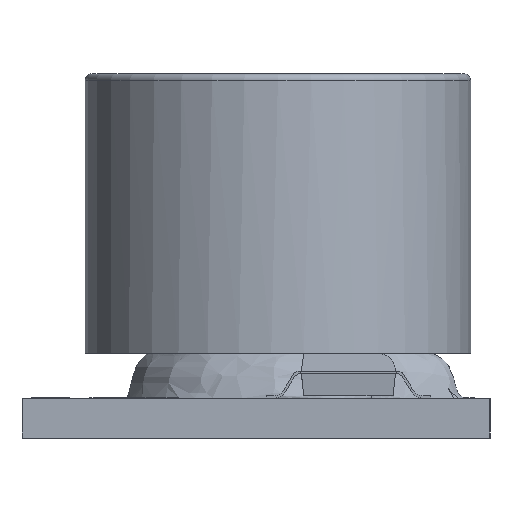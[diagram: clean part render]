
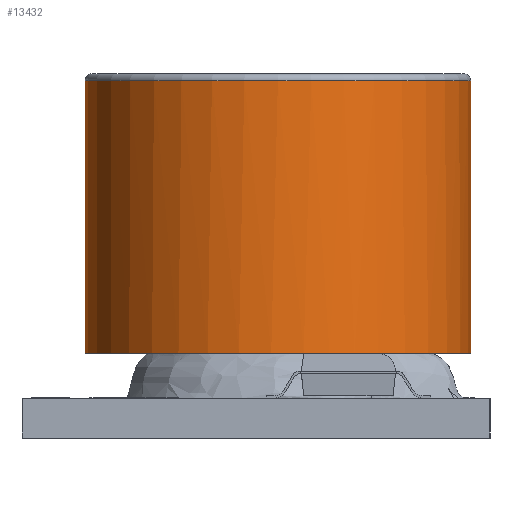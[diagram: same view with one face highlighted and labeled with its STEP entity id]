
A CAD part, left-side view. The second image highlights one B-rep face of the part: STEP entity #13432.
In plain terms, the highlighted cylindrical face has radius 8.2 mm (diameter 16.4 mm), a full revolution.
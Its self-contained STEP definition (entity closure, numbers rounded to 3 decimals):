
#9901 = VERTEX_POINT('',#9902);
#9902 = CARTESIAN_POINT('',(-8.126,-1.1,3.6));
#10175 = VERTEX_POINT('',#10176);
#10176 = CARTESIAN_POINT('',(8.104,-1.25,3.6));
#10536 = VERTEX_POINT('',#10537);
#10537 = CARTESIAN_POINT('',(7.977,1.9,3.6));
#12700 = VERTEX_POINT('',#12701);
#12701 = CARTESIAN_POINT('',(-7.013,-4.25,3.6));
#13084 = EDGE_CURVE('',#10536,#9901,#13085,.T.);
#13085 = CIRCLE('',#13086,8.2);
#13086 = AXIS2_PLACEMENT_3D('',#13087,#13088,#13089);
#13087 = CARTESIAN_POINT('',(0.,0.,3.6));
#13088 = DIRECTION('',(0.,0.,1.));
#13089 = DIRECTION('',(1.,0.,0.));
#13103 = EDGE_CURVE('',#9901,#12700,#13104,.T.);
#13104 = CIRCLE('',#13105,8.2);
#13105 = AXIS2_PLACEMENT_3D('',#13106,#13107,#13108);
#13106 = CARTESIAN_POINT('',(0.,0.,3.6));
#13107 = DIRECTION('',(0.,0.,1.));
#13108 = DIRECTION('',(1.,0.,0.));
#13180 = EDGE_CURVE('',#12700,#10175,#13181,.T.);
#13181 = CIRCLE('',#13182,8.2);
#13182 = AXIS2_PLACEMENT_3D('',#13183,#13184,#13185);
#13183 = CARTESIAN_POINT('',(0.,0.,3.6));
#13184 = DIRECTION('',(0.,0.,1.));
#13185 = DIRECTION('',(1.,0.,0.));
#13198 = EDGE_CURVE('',#10175,#13199,#13201,.T.);
#13199 = VERTEX_POINT('',#13200);
#13200 = CARTESIAN_POINT('',(8.2,0.,3.6));
#13201 = CIRCLE('',#13202,8.2);
#13202 = AXIS2_PLACEMENT_3D('',#13203,#13204,#13205);
#13203 = CARTESIAN_POINT('',(0.,0.,3.6));
#13204 = DIRECTION('',(0.,0.,1.));
#13205 = DIRECTION('',(1.,0.,0.));
#13215 = EDGE_CURVE('',#13199,#10536,#13216,.T.);
#13216 = CIRCLE('',#13217,8.2);
#13217 = AXIS2_PLACEMENT_3D('',#13218,#13219,#13220);
#13218 = CARTESIAN_POINT('',(0.,0.,3.6));
#13219 = DIRECTION('',(0.,0.,1.));
#13220 = DIRECTION('',(1.,0.,0.));
#13432 = ADVANCED_FACE('',(#13433),#13456,.T.);
#13433 = FACE_BOUND('',#13434,.T.);
#13434 = EDGE_LOOP('',(#13435,#13444,#13450,#13451,#13452,#13453,#13454,
    #13455));
#13435 = ORIENTED_EDGE('',*,*,#13436,.F.);
#13436 = EDGE_CURVE('',#13437,#13437,#13439,.T.);
#13437 = VERTEX_POINT('',#13438);
#13438 = CARTESIAN_POINT('',(8.2,0.,15.2));
#13439 = CIRCLE('',#13440,8.2);
#13440 = AXIS2_PLACEMENT_3D('',#13441,#13442,#13443);
#13441 = CARTESIAN_POINT('',(0.,0.,15.2));
#13442 = DIRECTION('',(0.,0.,1.));
#13443 = DIRECTION('',(1.,0.,0.));
#13444 = ORIENTED_EDGE('',*,*,#13445,.T.);
#13445 = EDGE_CURVE('',#13437,#13199,#13446,.T.);
#13446 = LINE('',#13447,#13448);
#13447 = CARTESIAN_POINT('',(8.2,0.,15.5));
#13448 = VECTOR('',#13449,1.);
#13449 = DIRECTION('',(-0.,-0.,-1.));
#13450 = ORIENTED_EDGE('',*,*,#13215,.T.);
#13451 = ORIENTED_EDGE('',*,*,#13084,.T.);
#13452 = ORIENTED_EDGE('',*,*,#13103,.T.);
#13453 = ORIENTED_EDGE('',*,*,#13180,.T.);
#13454 = ORIENTED_EDGE('',*,*,#13198,.T.);
#13455 = ORIENTED_EDGE('',*,*,#13445,.F.);
#13456 = CYLINDRICAL_SURFACE('',#13457,8.2);
#13457 = AXIS2_PLACEMENT_3D('',#13458,#13459,#13460);
#13458 = CARTESIAN_POINT('',(0.,0.,15.5));
#13459 = DIRECTION('',(0.,0.,1.));
#13460 = DIRECTION('',(1.,0.,0.));
